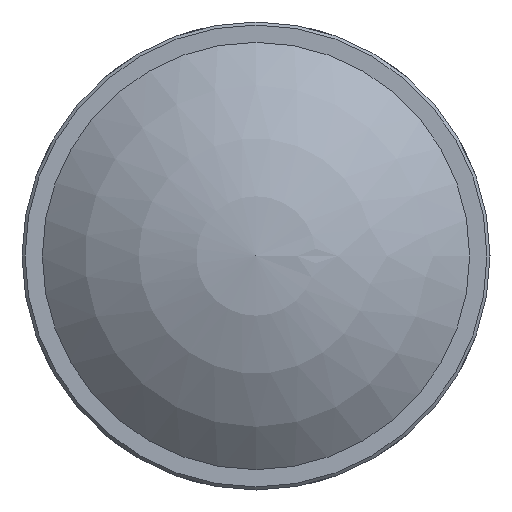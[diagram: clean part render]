
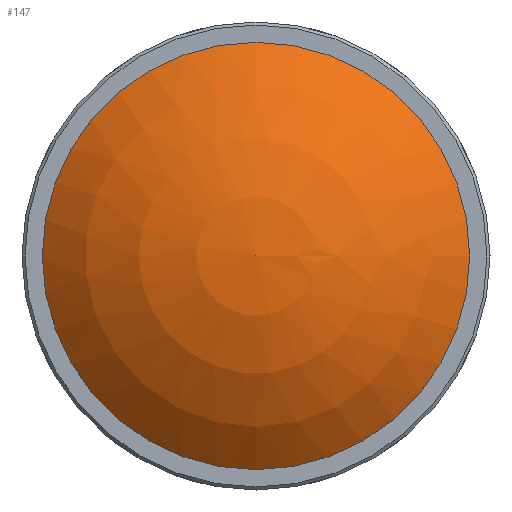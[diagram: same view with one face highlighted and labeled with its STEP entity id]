
A CAD part, left-side view. The second image highlights one B-rep face of the part: STEP entity #147.
In plain terms, the highlighted spherical face has radius 31.209 mm.
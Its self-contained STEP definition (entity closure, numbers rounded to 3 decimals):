
#76 = AXIS2_PLACEMENT_3D ( 'NONE', #386, #844, #243 ) ;
#147 = ADVANCED_FACE ( 'NONE', ( #305 ), #182, .T. ) ;
#164 = DIRECTION ( 'NONE',  ( 0., 1., 0. ) ) ;
#182 = SPHERICAL_SURFACE ( 'NONE', #76, 31.21 ) ;
#243 = DIRECTION ( 'NONE',  ( 0., -1., 0. ) ) ;
#305 = FACE_OUTER_BOUND ( 'NONE', #388, .T. ) ;
#386 = CARTESIAN_POINT ( 'NONE',  ( 511.668, 0., 0. ) ) ;
#388 = EDGE_LOOP ( 'NONE', ( #428 ) ) ;
#428 = ORIENTED_EDGE ( 'NONE', *, *, #720, .F. ) ;
#491 = CARTESIAN_POINT ( 'NONE',  ( 489., 0., 0. ) ) ;
#613 = VERTEX_POINT ( 'NONE', #745 ) ;
#633 = CIRCLE ( 'NONE', #724, 21.452 ) ;
#720 = EDGE_CURVE ( 'NONE', #613, #613, #633, .T. ) ;
#724 = AXIS2_PLACEMENT_3D ( 'NONE', #491, #757, #164 ) ;
#745 = CARTESIAN_POINT ( 'NONE',  ( 489., 21.452, 0. ) ) ;
#757 = DIRECTION ( 'NONE',  ( 1., 0., 0. ) ) ;
#844 = DIRECTION ( 'NONE',  ( -1., 0., 0. ) ) ;
